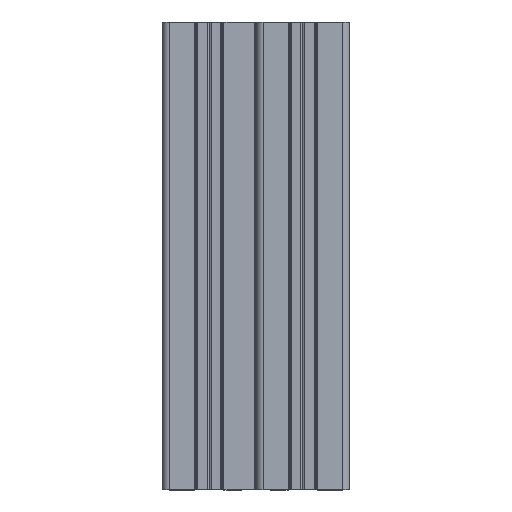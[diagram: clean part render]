
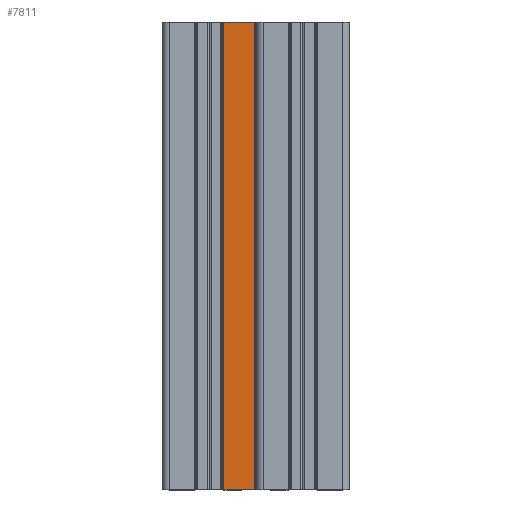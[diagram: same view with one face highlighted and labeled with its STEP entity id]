
A CAD part, top view. The second image highlights one B-rep face of the part: STEP entity #7811.
In plain terms, the highlighted planar face has unit normal (0, 0, 1).
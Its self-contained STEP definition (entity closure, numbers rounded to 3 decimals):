
#525=FACE_OUTER_BOUND('',#923,.T.);
#923=EDGE_LOOP('',(#5451,#5452,#5453,#5454));
#1470=LINE('',#11625,#2394);
#1472=LINE('',#11629,#2396);
#1473=LINE('',#11631,#2397);
#1474=LINE('',#11632,#2398);
#2394=VECTOR('',#9328,200.);
#2396=VECTOR('',#9332,12.993);
#2397=VECTOR('',#9333,200.);
#2398=VECTOR('',#9334,12.993);
#3303=VERTEX_POINT('',#11622);
#3304=VERTEX_POINT('',#11624);
#3305=VERTEX_POINT('',#11628);
#3306=VERTEX_POINT('',#11630);
#4178=EDGE_CURVE('',#3304,#3303,#1470,.T.);
#4180=EDGE_CURVE('',#3303,#3305,#1472,.T.);
#4181=EDGE_CURVE('',#3306,#3305,#1473,.T.);
#4182=EDGE_CURVE('',#3304,#3306,#1474,.T.);
#5451=ORIENTED_EDGE('',*,*,#4180,.T.);
#5452=ORIENTED_EDGE('',*,*,#4181,.F.);
#5453=ORIENTED_EDGE('',*,*,#4182,.F.);
#5454=ORIENTED_EDGE('',*,*,#4178,.T.);
#7511=PLANE('',#8279);
#7811=ADVANCED_FACE('',(#525),#7511,.T.);
#8279=AXIS2_PLACEMENT_3D('',#11627,#9330,#9331);
#9328=DIRECTION('',(0.,1.,0.));
#9330=DIRECTION('center_axis',(0.,0.,1.));
#9331=DIRECTION('ref_axis',(1.,0.,0.));
#9332=DIRECTION('',(-1.,0.,0.));
#9333=DIRECTION('',(0.,1.,0.));
#9334=DIRECTION('',(-1.,0.,0.));
#11622=CARTESIAN_POINT('',(-0.707,200.,0.));
#11624=CARTESIAN_POINT('',(-0.707,0.,0.));
#11625=CARTESIAN_POINT('',(-0.707,0.,0.));
#11627=CARTESIAN_POINT('Origin',(-13.7,0.,0.));
#11628=CARTESIAN_POINT('',(-13.7,200.,0.));
#11629=CARTESIAN_POINT('',(-6.85,200.,0.));
#11630=CARTESIAN_POINT('',(-13.7,0.,0.));
#11631=CARTESIAN_POINT('',(-13.7,0.,0.));
#11632=CARTESIAN_POINT('',(-6.85,0.,0.));
